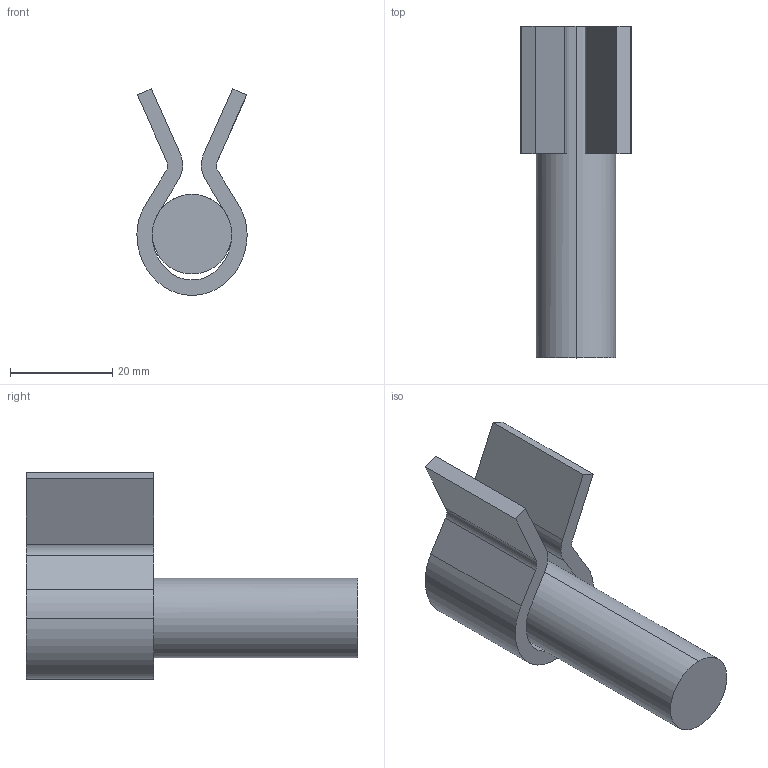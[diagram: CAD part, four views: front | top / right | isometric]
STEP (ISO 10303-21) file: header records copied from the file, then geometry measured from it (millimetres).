
FILE_DESCRIPTION (( 'STEP AP214' ), '1' );
FILE_NAME ('04108-Weld On Ext Gate Lug Galvanised 16mm.STEP', '2018-10-10T01:33:15', ( '' ), ( '' ), 'SwSTEP 2.0', 'SolidWorks 2018', '' );
FILE_SCHEMA (( 'AUTOMOTIVE_DESIGN' ));
Length unit declared in the file: millimetre
Products named in the file (1): 04108-Weld On Ext Gate Lug Galvanised 16mm
Bounding box: 21.6 x 65 x 40.49 mm (x, y, z)
Volume: 19351.2 mm3; surface area: 8501.1 mm2
Topology: 1 solids, 1 shells, 280 faces, 753 edges, 502 vertices
Faces by surface type: plane 167, bspline 105, cylinder 8
Entity records: 14594 total; most frequent: CARTESIAN_POINT 8233, ORIENTED_EDGE 1506, DIRECTION 915, EDGE_CURVE 753, VECTOR 523, LINE 523, VERTEX_POINT 502, EDGE_LOOP 309
